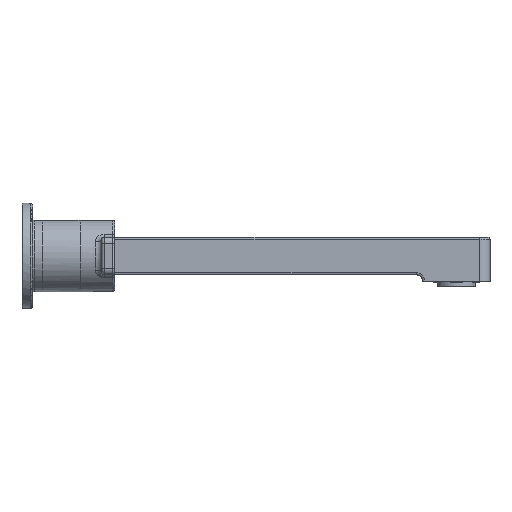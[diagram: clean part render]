
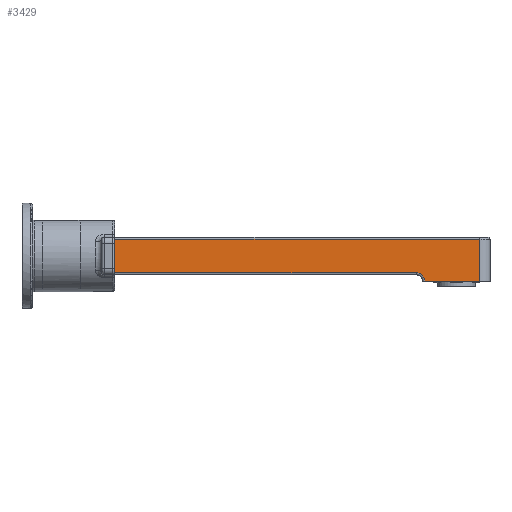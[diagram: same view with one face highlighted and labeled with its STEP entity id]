
A CAD part, left-side view. The second image highlights one B-rep face of the part: STEP entity #3429.
In plain terms, the highlighted planar face has unit normal (-1, 0, 0).
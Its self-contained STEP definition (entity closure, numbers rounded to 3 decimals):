
#470=LINE('',#8259,#681);
#479=LINE('',#8291,#690);
#480=LINE('',#8303,#691);
#481=LINE('',#8306,#692);
#482=LINE('',#8307,#693);
#681=VECTOR('',#4872,16.);
#690=VECTOR('',#4903,26.);
#691=VECTOR('',#4924,182.);
#692=VECTOR('',#4927,212.);
#693=VECTOR('',#4928,20.);
#962=FACE_OUTER_BOUND('',#1190,.T.);
#1190=EDGE_LOOP('',(#3105,#3106,#3107,#3108,#3109,#3110));
#1385=CIRCLE('',#3951,4.);
#1685=VERTEX_POINT('',#8247);
#1690=VERTEX_POINT('',#8257);
#1697=VERTEX_POINT('',#8279);
#1702=VERTEX_POINT('',#8289);
#1703=VERTEX_POINT('',#8293);
#1704=VERTEX_POINT('',#8305);
#2156=EDGE_CURVE('',#1685,#1690,#470,.T.);
#2172=EDGE_CURVE('',#1697,#1702,#479,.T.);
#2173=EDGE_CURVE('',#1703,#1697,#1385,.T.);
#2178=EDGE_CURVE('',#1690,#1703,#480,.T.);
#2179=EDGE_CURVE('',#1704,#1685,#481,.T.);
#2180=EDGE_CURVE('',#1702,#1704,#482,.T.);
#3105=ORIENTED_EDGE('',*,*,#2179,.T.);
#3106=ORIENTED_EDGE('',*,*,#2156,.T.);
#3107=ORIENTED_EDGE('',*,*,#2178,.T.);
#3108=ORIENTED_EDGE('',*,*,#2173,.T.);
#3109=ORIENTED_EDGE('',*,*,#2172,.T.);
#3110=ORIENTED_EDGE('',*,*,#2180,.T.);
#3228=PLANE('',#3960);
#3429=ADVANCED_FACE('',(#962),#3228,.T.);
#3951=AXIS2_PLACEMENT_3D('',#8294,#4906,#4907);
#3960=AXIS2_PLACEMENT_3D('',#8304,#4925,#4926);
#4872=DIRECTION('',(0.,-1.,0.));
#4903=DIRECTION('',(0.,0.,1.));
#4906=DIRECTION('center_axis',(1.,0.,0.));
#4907=DIRECTION('ref_axis',(0.,1.,0.));
#4924=DIRECTION('',(0.,0.,1.));
#4925=DIRECTION('center_axis',(-1.,0.,0.));
#4926=DIRECTION('ref_axis',(0.,0.,1.));
#4927=DIRECTION('',(0.,0.,-1.));
#4928=DIRECTION('',(0.,1.,0.));
#8247=CARTESIAN_POINT('',(-15.536,8.,84.32));
#8257=CARTESIAN_POINT('',(-15.536,-8.,84.32));
#8259=CARTESIAN_POINT('',(-15.536,8.,84.32));
#8279=CARTESIAN_POINT('',(-15.536,-12.,270.32));
#8289=CARTESIAN_POINT('',(-15.536,-12.,296.32));
#8291=CARTESIAN_POINT('',(-15.536,-12.,270.32));
#8293=CARTESIAN_POINT('',(-15.536,-8.,266.32));
#8294=CARTESIAN_POINT('Origin',(-15.536,-12.,266.32));
#8303=CARTESIAN_POINT('',(-15.536,-8.,84.32));
#8304=CARTESIAN_POINT('Origin',(-15.536,-12.4,190.32));
#8305=CARTESIAN_POINT('',(-15.536,8.,296.32));
#8306=CARTESIAN_POINT('',(-15.536,8.,296.32));
#8307=CARTESIAN_POINT('',(-15.536,-12.,296.32));
